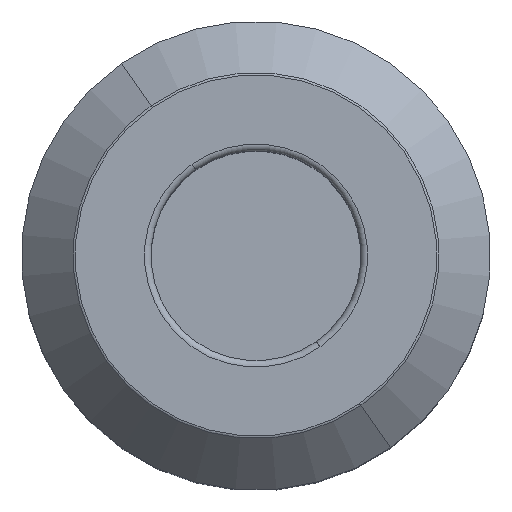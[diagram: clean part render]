
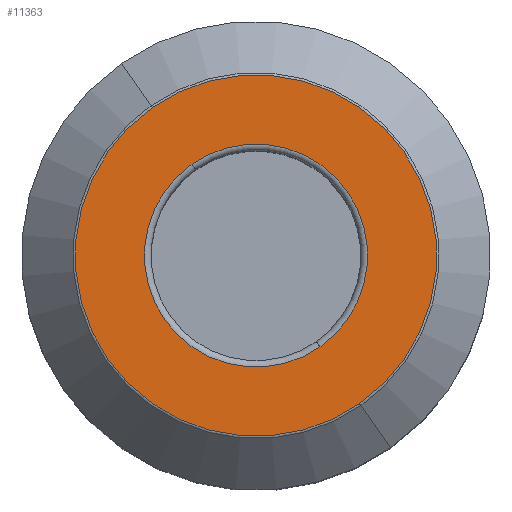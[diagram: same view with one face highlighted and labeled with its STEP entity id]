
A CAD part, top view. The second image highlights one B-rep face of the part: STEP entity #11363.
In plain terms, the highlighted planar face has unit normal (0, 0, 1).
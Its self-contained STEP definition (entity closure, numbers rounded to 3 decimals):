
#148=CARTESIAN_POINT('',(0.,0.,110.));
#149=DIRECTION('',(0.,0.,1.));
#150=DIRECTION('',(-0.574,0.819,0.));
#151=AXIS2_PLACEMENT_3D('',#148,#149,#150);
#156=CARTESIAN_POINT('',(0.,0.,110.));
#157=DIRECTION('',(0.,0.,-1.));
#158=DIRECTION('',(-0.574,0.819,0.));
#159=AXIS2_PLACEMENT_3D('',#156,#157,#158);
#180=CARTESIAN_POINT('',(0.,0.,110.));
#181=DIRECTION('',(0.,0.,-1.));
#182=DIRECTION('',(-0.574,0.819,0.));
#183=AXIS2_PLACEMENT_3D('',#180,#181,#182);
#188=CARTESIAN_POINT('',(0.,0.,110.));
#189=DIRECTION('',(0.,0.,1.));
#190=DIRECTION('',(-0.574,0.819,0.));
#191=AXIS2_PLACEMENT_3D('',#188,#189,#190);
#11042=CARTESIAN_POINT('',(-9.751,13.926,110.));
#11043=VERTEX_POINT('',#11042);
#11044=CARTESIAN_POINT('',(-15.798,22.562,110.));
#11046=VERTEX_POINT('',#11044);
#11112=CARTESIAN_POINT('',(9.751,-13.926,110.));
#11113=VERTEX_POINT('',#11112);
#11114=CARTESIAN_POINT('',(15.798,-22.562,110.));
#11116=VERTEX_POINT('',#11114);
#11348=CARTESIAN_POINT('',(0.,0.,110.));
#11349=DIRECTION('',(0.,0.,1.));
#11350=DIRECTION('',(0.574,-0.819,0.));
#11351=AXIS2_PLACEMENT_3D('',#11348,#11349,#11350);
#11352=PLANE('',#11351);
#11354=ORIENTED_EDGE('',*,*,#11353,.T.);
#11356=ORIENTED_EDGE('',*,*,#11355,.F.);
#11357=EDGE_LOOP('',(#11354,#11356));
#11358=FACE_OUTER_BOUND('',#11357,.F.);
#11359=ORIENTED_EDGE('',*,*,#11330,.T.);
#11360=ORIENTED_EDGE('',*,*,#11341,.F.);
#11361=EDGE_LOOP('',(#11359,#11360));
#11362=FACE_BOUND('',#11361,.F.);
#11363=ADVANCED_FACE('',(#11358,#11362),#11352,.T.);
#152=CIRCLE('',#151,17.);
#160=CIRCLE('',#159,17.);
#184=CIRCLE('',#183,27.543);
#192=CIRCLE('',#191,27.543);
#11330=EDGE_CURVE('',#11043,#11113,#152,.T.);
#11341=EDGE_CURVE('',#11043,#11113,#160,.T.);
#11353=EDGE_CURVE('',#11046,#11116,#184,.T.);
#11355=EDGE_CURVE('',#11046,#11116,#192,.T.);
